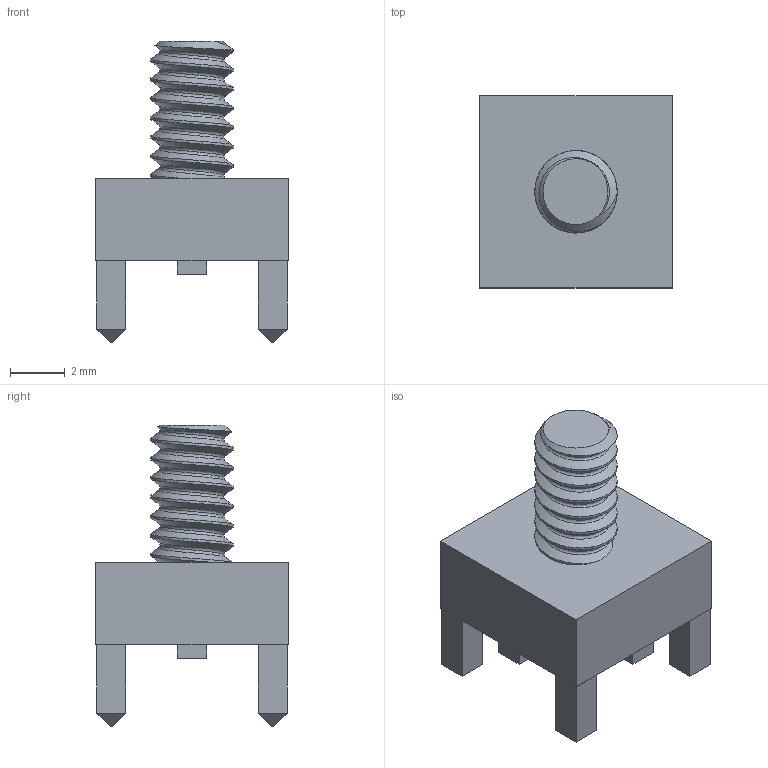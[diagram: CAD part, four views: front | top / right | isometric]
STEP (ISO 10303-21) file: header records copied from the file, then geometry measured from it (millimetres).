
FILE_DESCRIPTION(/* description */ ('Unknown'),/* implementation_level */ '2;1');
FILE_NAME(/* name */ '74651173',/* time_stamp */ '2020-09-07T08:48:17+02:00',/* author */ ('Unknown'),/* organization */ ('Unknown'),/* preprocessor_version */ 'ST-DEVELOPER v16.7',/* originating_system */ 'DEX',/* authorisation */ $);
FILE_SCHEMA (('AUTOMOTIVE_DESIGN {1 0 10303 214 3 1 1}'));
Length unit declared in the file: millimetre
Products named in the file (1): 74651173_thread
Bounding box: 7 x 7 x 11 mm (x, y, z)
Volume: 192.3 mm3; surface area: 303.2 mm2
Topology: 1 solids, 2 shells, 77 faces, 177 edges, 114 vertices
Faces by surface type: plane 70, bspline 5, cone 1, cylinder 1
Entity records: 3980 total; most frequent: CARTESIAN_POINT 2270, ORIENTED_EDGE 354, DIRECTION 306, EDGE_CURVE 177, LINE 154, VECTOR 154, VERTEX_POINT 114, EDGE_LOOP 87
